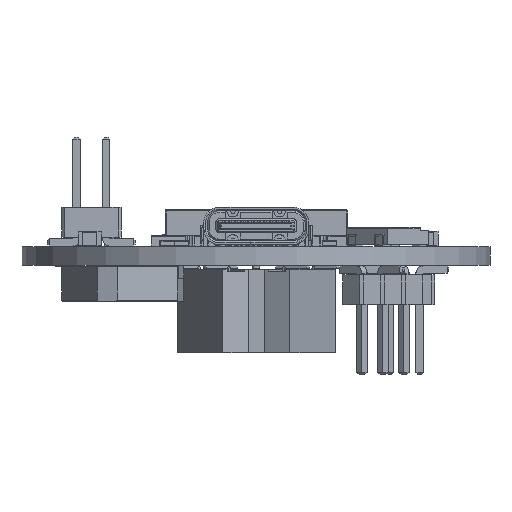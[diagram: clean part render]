
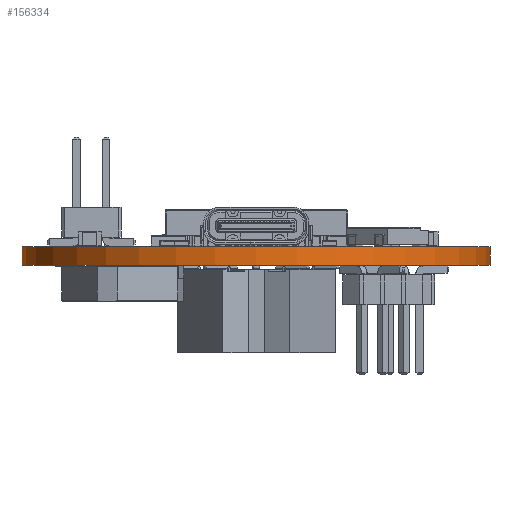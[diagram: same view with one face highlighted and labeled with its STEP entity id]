
A CAD part, front view. The second image highlights one B-rep face of the part: STEP entity #156334.
In plain terms, the highlighted cylindrical face has radius 20 mm (diameter 40 mm), a full revolution.
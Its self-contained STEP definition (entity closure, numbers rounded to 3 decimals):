
#156334 = ADVANCED_FACE('',(#156335),#156349,.T.);
#156335 = FACE_BOUND('',#156336,.F.);
#156336 = EDGE_LOOP('',(#156337,#156367,#156394,#156395));
#156337 = ORIENTED_EDGE('',*,*,#156338,.T.);
#156338 = EDGE_CURVE('',#156339,#156341,#156343,.T.);
#156339 = VERTEX_POINT('',#156340);
#156340 = CARTESIAN_POINT('',(58.1,-38.42,0.));
#156341 = VERTEX_POINT('',#156342);
#156342 = CARTESIAN_POINT('',(58.1,-38.42,1.6));
#156343 = SEAM_CURVE('',#156344,(#156348,#156360),.PCURVE_S1.);
#156344 = LINE('',#156345,#156346);
#156345 = CARTESIAN_POINT('',(58.1,-38.42,0.));
#156346 = VECTOR('',#156347,1.);
#156347 = DIRECTION('',(0.,0.,1.));
#156348 = PCURVE('',#156349,#156354);
#156349 = CYLINDRICAL_SURFACE('',#156350,20.);
#156350 = AXIS2_PLACEMENT_3D('',#156351,#156352,#156353);
#156351 = CARTESIAN_POINT('',(38.1,-38.42,0.));
#156352 = DIRECTION('',(-0.,-0.,-1.));
#156353 = DIRECTION('',(1.,0.,-0.));
#156354 = DEFINITIONAL_REPRESENTATION('',(#156355),#156359);
#156355 = LINE('',#156356,#156357);
#156356 = CARTESIAN_POINT('',(-0.,0.));
#156357 = VECTOR('',#156358,1.);
#156358 = DIRECTION('',(-0.,-1.));
#156359 = ( GEOMETRIC_REPRESENTATION_CONTEXT(2) 
PARAMETRIC_REPRESENTATION_CONTEXT() REPRESENTATION_CONTEXT('2D SPACE',''
  ) );
#156360 = PCURVE('',#156349,#156361);
#156361 = DEFINITIONAL_REPRESENTATION('',(#156362),#156366);
#156362 = LINE('',#156363,#156364);
#156363 = CARTESIAN_POINT('',(-6.283,0.));
#156364 = VECTOR('',#156365,1.);
#156365 = DIRECTION('',(-0.,-1.));
#156366 = ( GEOMETRIC_REPRESENTATION_CONTEXT(2) 
PARAMETRIC_REPRESENTATION_CONTEXT() REPRESENTATION_CONTEXT('2D SPACE',''
  ) );
#156367 = ORIENTED_EDGE('',*,*,#156368,.T.);
#156368 = EDGE_CURVE('',#156341,#156341,#156369,.T.);
#156369 = SURFACE_CURVE('',#156370,(#156375,#156382),.PCURVE_S1.);
#156370 = CIRCLE('',#156371,20.);
#156371 = AXIS2_PLACEMENT_3D('',#156372,#156373,#156374);
#156372 = CARTESIAN_POINT('',(38.1,-38.42,1.6));
#156373 = DIRECTION('',(0.,0.,1.));
#156374 = DIRECTION('',(1.,0.,-0.));
#156375 = PCURVE('',#156349,#156376);
#156376 = DEFINITIONAL_REPRESENTATION('',(#156377),#156381);
#156377 = LINE('',#156378,#156379);
#156378 = CARTESIAN_POINT('',(-0.,-1.6));
#156379 = VECTOR('',#156380,1.);
#156380 = DIRECTION('',(-1.,0.));
#156381 = ( GEOMETRIC_REPRESENTATION_CONTEXT(2) 
PARAMETRIC_REPRESENTATION_CONTEXT() REPRESENTATION_CONTEXT('2D SPACE',''
  ) );
#156382 = PCURVE('',#156383,#156388);
#156383 = PLANE('',#156384);
#156384 = AXIS2_PLACEMENT_3D('',#156385,#156386,#156387);
#156385 = CARTESIAN_POINT('',(38.1,-38.42,1.6));
#156386 = DIRECTION('',(0.,0.,1.));
#156387 = DIRECTION('',(1.,0.,-0.));
#156388 = DEFINITIONAL_REPRESENTATION('',(#156389),#156393);
#156389 = CIRCLE('',#156390,20.);
#156390 = AXIS2_PLACEMENT_2D('',#156391,#156392);
#156391 = CARTESIAN_POINT('',(0.,0.));
#156392 = DIRECTION('',(1.,0.));
#156393 = ( GEOMETRIC_REPRESENTATION_CONTEXT(2) 
PARAMETRIC_REPRESENTATION_CONTEXT() REPRESENTATION_CONTEXT('2D SPACE',''
  ) );
#156394 = ORIENTED_EDGE('',*,*,#156338,.F.);
#156395 = ORIENTED_EDGE('',*,*,#156396,.F.);
#156396 = EDGE_CURVE('',#156339,#156339,#156397,.T.);
#156397 = SURFACE_CURVE('',#156398,(#156403,#156410),.PCURVE_S1.);
#156398 = CIRCLE('',#156399,20.);
#156399 = AXIS2_PLACEMENT_3D('',#156400,#156401,#156402);
#156400 = CARTESIAN_POINT('',(38.1,-38.42,0.));
#156401 = DIRECTION('',(0.,0.,1.));
#156402 = DIRECTION('',(1.,0.,-0.));
#156403 = PCURVE('',#156349,#156404);
#156404 = DEFINITIONAL_REPRESENTATION('',(#156405),#156409);
#156405 = LINE('',#156406,#156407);
#156406 = CARTESIAN_POINT('',(-0.,0.));
#156407 = VECTOR('',#156408,1.);
#156408 = DIRECTION('',(-1.,0.));
#156409 = ( GEOMETRIC_REPRESENTATION_CONTEXT(2) 
PARAMETRIC_REPRESENTATION_CONTEXT() REPRESENTATION_CONTEXT('2D SPACE',''
  ) );
#156410 = PCURVE('',#156411,#156416);
#156411 = PLANE('',#156412);
#156412 = AXIS2_PLACEMENT_3D('',#156413,#156414,#156415);
#156413 = CARTESIAN_POINT('',(38.1,-38.42,0.));
#156414 = DIRECTION('',(0.,0.,1.));
#156415 = DIRECTION('',(1.,0.,-0.));
#156416 = DEFINITIONAL_REPRESENTATION('',(#156417),#156421);
#156417 = CIRCLE('',#156418,20.);
#156418 = AXIS2_PLACEMENT_2D('',#156419,#156420);
#156419 = CARTESIAN_POINT('',(0.,0.));
#156420 = DIRECTION('',(1.,0.));
#156421 = ( GEOMETRIC_REPRESENTATION_CONTEXT(2) 
PARAMETRIC_REPRESENTATION_CONTEXT() REPRESENTATION_CONTEXT('2D SPACE',''
  ) );
